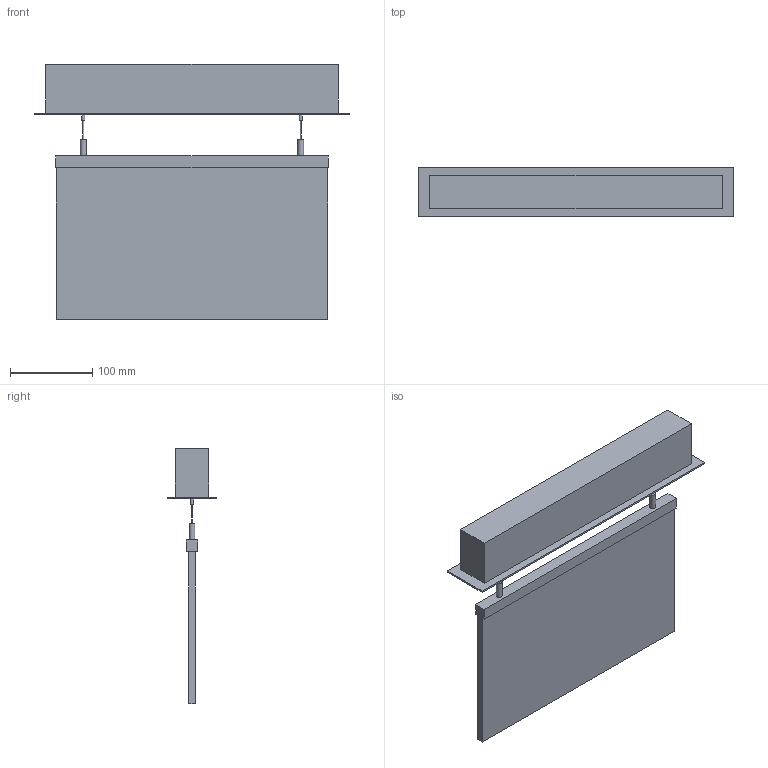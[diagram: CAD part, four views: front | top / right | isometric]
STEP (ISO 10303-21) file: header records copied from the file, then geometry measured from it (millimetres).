
FILE_DESCRIPTION(/* description */ ('Unknown'),/* implementation_level */ '2;1');
FILE_NAME(/* name */ 'SNP 1030 ES',/* time_stamp */ '2020-06-18T08:54:08+02:00',/* author */ ('Unknown'),/* organization */ ('Unknown'),/* preprocessor_version */ 'ST-DEVELOPER v16.7',/* originating_system */ 'Solid Edge',/* authorisation */ 'Unknown');
FILE_SCHEMA (('AUTOMOTIVE_DESIGN {1 0 10303 214 3 1 1}'));
Length unit declared in the file: millimetre
Products named in the file (1): SNP 1030 ES
Bounding box: 382.6 x 60 x 310.2 mm (x, y, z)
Volume: 1471737.1 mm3; surface area: 240393.8 mm2
Topology: 1 solids, 1 shells, 32 faces, 68 edges, 46 vertices
Faces by surface type: plane 26, cylinder 6
Full cylindrical faces by diameter (mm): 1 x2, 4 x2, 7 x2
Entity records: 846 total; most frequent: DIRECTION 138, CARTESIAN_POINT 137, ORIENTED_EDGE 120, EDGE_CURVE 60, LINE 48, VECTOR 48, EDGE_LOOP 48, FACE_BOUND 48
